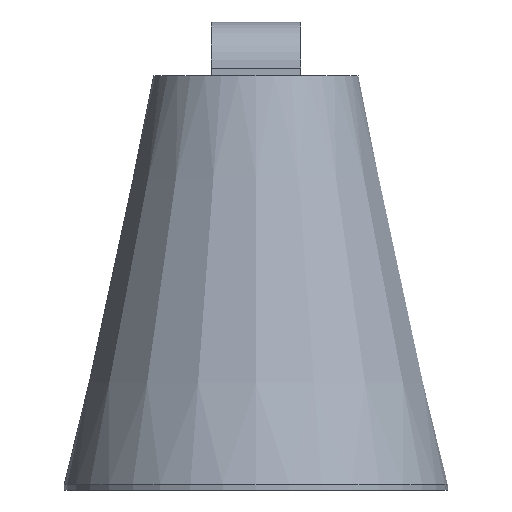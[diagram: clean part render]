
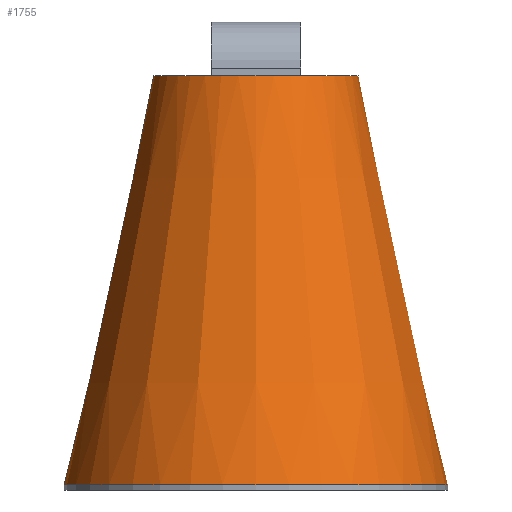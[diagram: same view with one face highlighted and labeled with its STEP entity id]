
A CAD part, left-side view. The second image highlights one B-rep face of the part: STEP entity #1755.
In plain terms, the highlighted conical face has half-angle 12.339 degrees and reference radius 5.75 mm.
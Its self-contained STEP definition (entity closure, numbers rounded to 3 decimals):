
#138=FACE_OUTER_BOUND('',#235,.T.);
#235=EDGE_LOOP('',(#1315,#1316,#1317,#1318,#1319,#1320,#1321,#1322,#1323,
#1324));
#395=(
BOUNDED_CURVE()
B_SPLINE_CURVE(2,(#2841,#2842,#2843),.UNSPECIFIED.,.F.,.F.)
B_SPLINE_CURVE_WITH_KNOTS((3,3),(7.514,7.603),
 .UNSPECIFIED.)
CURVE()
GEOMETRIC_REPRESENTATION_ITEM()
RATIONAL_B_SPLINE_CURVE((2.236,2.204,2.171))
REPRESENTATION_ITEM('')
);
#396=(
BOUNDED_CURVE()
B_SPLINE_CURVE(2,(#2845,#2846,#2847,#2848,#2849),.UNSPECIFIED.,.F.,.F.)
B_SPLINE_CURVE_WITH_KNOTS((3,2,3),(0.668,1.281,1.383),
 .UNSPECIFIED.)
CURVE()
GEOMETRIC_REPRESENTATION_ITEM()
RATIONAL_B_SPLINE_CURVE((1.654,1.93,2.161,
2.199,2.236))
REPRESENTATION_ITEM('')
);
#397=(
BOUNDED_CURVE()
B_SPLINE_CURVE(2,(#2855,#2856,#2857),.UNSPECIFIED.,.F.,.F.)
B_SPLINE_CURVE_WITH_KNOTS((3,3),(7.603,8.229),
 .UNSPECIFIED.)
CURVE()
GEOMETRIC_REPRESENTATION_ITEM()
RATIONAL_B_SPLINE_CURVE((2.171,1.936,1.654))
REPRESENTATION_ITEM('')
);
#413=LINE('',#2852,#563);
#563=VECTOR('',#2101,5.75);
#723=CIRCLE('',#1887,7.5);
#724=CIRCLE('',#1888,7.5);
#726=CIRCLE('',#1894,4.);
#727=CIRCLE('',#1896,6.111);
#728=CIRCLE('',#1897,6.111);
#828=VERTEX_POINT('',#2803);
#829=VERTEX_POINT('',#2804);
#839=VERTEX_POINT('',#2831);
#840=VERTEX_POINT('',#2832);
#843=VERTEX_POINT('',#2840);
#844=VERTEX_POINT('',#2844);
#845=VERTEX_POINT('',#2850);
#846=VERTEX_POINT('',#2853);
#1014=EDGE_CURVE('',#828,#829,#723,.T.);
#1015=EDGE_CURVE('',#829,#828,#724,.T.);
#1027=EDGE_CURVE('',#839,#840,#726,.T.);
#1031=EDGE_CURVE('',#843,#839,#395,.F.);
#1032=EDGE_CURVE('',#840,#844,#396,.F.);
#1033=EDGE_CURVE('',#844,#845,#727,.F.);
#1034=EDGE_CURVE('',#845,#828,#413,.T.);
#1035=EDGE_CURVE('',#845,#846,#728,.F.);
#1036=EDGE_CURVE('',#846,#843,#397,.F.);
#1315=ORIENTED_EDGE('',*,*,#1031,.T.);
#1316=ORIENTED_EDGE('',*,*,#1027,.T.);
#1317=ORIENTED_EDGE('',*,*,#1032,.T.);
#1318=ORIENTED_EDGE('',*,*,#1033,.T.);
#1319=ORIENTED_EDGE('',*,*,#1034,.T.);
#1320=ORIENTED_EDGE('',*,*,#1014,.T.);
#1321=ORIENTED_EDGE('',*,*,#1015,.T.);
#1322=ORIENTED_EDGE('',*,*,#1034,.F.);
#1323=ORIENTED_EDGE('',*,*,#1035,.T.);
#1324=ORIENTED_EDGE('',*,*,#1036,.T.);
#1746=CONICAL_SURFACE('',#1895,5.75,0.215);
#1755=ADVANCED_FACE('',(#138),#1746,.T.);
#1887=AXIS2_PLACEMENT_3D('',#2805,#2068,#2069);
#1888=AXIS2_PLACEMENT_3D('',#2806,#2070,#2071);
#1894=AXIS2_PLACEMENT_3D('',#2833,#2092,#2093);
#1895=AXIS2_PLACEMENT_3D('',#2839,#2097,#2098);
#1896=AXIS2_PLACEMENT_3D('',#2851,#2099,#2100);
#1897=AXIS2_PLACEMENT_3D('',#2854,#2102,#2103);
#2068=DIRECTION('center_axis',(0.,0.,1.));
#2069=DIRECTION('ref_axis',(-1.,0.,0.));
#2070=DIRECTION('center_axis',(0.,0.,1.));
#2071=DIRECTION('ref_axis',(-1.,0.,0.));
#2092=DIRECTION('center_axis',(0.,0.,-1.));
#2093=DIRECTION('ref_axis',(-1.,0.,0.));
#2097=DIRECTION('center_axis',(0.,0.,-1.));
#2098=DIRECTION('ref_axis',(-1.,0.,0.));
#2099=DIRECTION('center_axis',(0.,0.,1.));
#2100=DIRECTION('ref_axis',(-1.,0.,0.));
#2101=DIRECTION('',(0.214,0.,-0.977));
#2102=DIRECTION('center_axis',(0.,0.,1.));
#2103=DIRECTION('ref_axis',(-1.,0.,0.));
#2803=CARTESIAN_POINT('',(93.,-61.5,369.4));
#2804=CARTESIAN_POINT('',(78.,-61.5,369.4));
#2805=CARTESIAN_POINT('Origin',(85.5,-61.5,369.4));
#2806=CARTESIAN_POINT('Origin',(85.5,-61.5,369.4));
#2831=CARTESIAN_POINT('',(88.964,-63.5,385.4));
#2832=CARTESIAN_POINT('',(88.964,-59.5,385.4));
#2833=CARTESIAN_POINT('Origin',(85.5,-61.5,385.4));
#2839=CARTESIAN_POINT('Origin',(85.5,-61.5,377.4));
#2840=CARTESIAN_POINT('',(89.171,-63.5,384.575));
#2841=CARTESIAN_POINT('Ctrl Pts',(88.964,-63.5,385.4));
#2842=CARTESIAN_POINT('Ctrl Pts',(89.065,-63.5,384.999));
#2843=CARTESIAN_POINT('Ctrl Pts',(89.171,-63.5,384.575));
#2844=CARTESIAN_POINT('',(91.274,-59.5,375.75));
#2845=CARTESIAN_POINT('Ctrl Pts',(91.274,-59.5,375.75));
#2846=CARTESIAN_POINT('Ctrl Pts',(90.048,-59.5,381.048));
#2847=CARTESIAN_POINT('Ctrl Pts',(89.203,-59.5,384.446));
#2848=CARTESIAN_POINT('Ctrl Pts',(89.081,-59.5,384.939));
#2849=CARTESIAN_POINT('Ctrl Pts',(88.964,-59.5,385.4));
#2850=CARTESIAN_POINT('',(91.611,-61.5,375.75));
#2851=CARTESIAN_POINT('Origin',(85.5,-61.5,375.75));
#2852=CARTESIAN_POINT('',(91.25,-61.5,377.4));
#2853=CARTESIAN_POINT('',(91.274,-63.5,375.75));
#2854=CARTESIAN_POINT('Origin',(85.5,-61.5,375.75));
#2855=CARTESIAN_POINT('Ctrl Pts',(89.171,-63.5,384.575));
#2856=CARTESIAN_POINT('Ctrl Pts',(90.025,-63.5,381.145));
#2857=CARTESIAN_POINT('Ctrl Pts',(91.274,-63.5,375.75));
